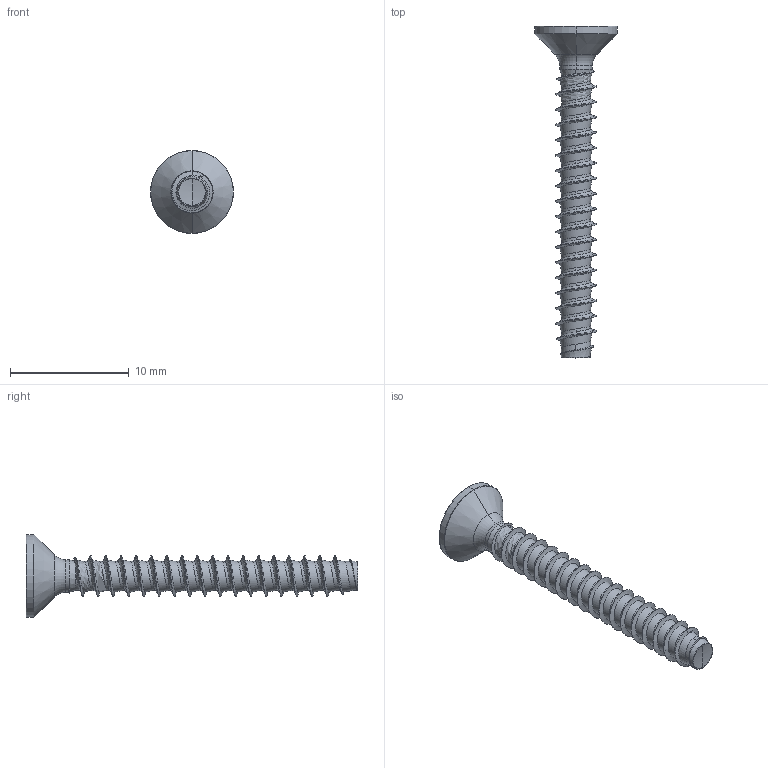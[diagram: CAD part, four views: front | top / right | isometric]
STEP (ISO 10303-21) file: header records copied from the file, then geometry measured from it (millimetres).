
FILE_DESCRIPTION (( 'STEP AP203' ), '1' );
FILE_NAME ('STP330350280.STEP', '2020-09-04T15:51:31', ( '' ), ( '' ), 'SwSTEP 2.0', 'SolidWorks 2015', '' );
FILE_SCHEMA (( 'CONFIG_CONTROL_DESIGN' ));
Length unit declared in the file: millimetre
Products named in the file (2): STP330350280
Bounding box: 7 x 28 x 7 mm (x, y, z)
Volume: 202.1 mm3; surface area: 442 mm2
Topology: 1 solids, 1 shells, 200 faces, 469 edges, 271 vertices
Faces by surface type: cylinder 84, bspline 51, sphere 26, plane 22, cone 11, torus 6
Entity records: 34119 total; most frequent: CARTESIAN_POINT 29965, ORIENTED_EDGE 934, DIRECTION 721, EDGE_CURVE 467, AXIS2_PLACEMENT_3D 291, VERTEX_POINT 271, EDGE_LOOP 202, ADVANCED_FACE 200
